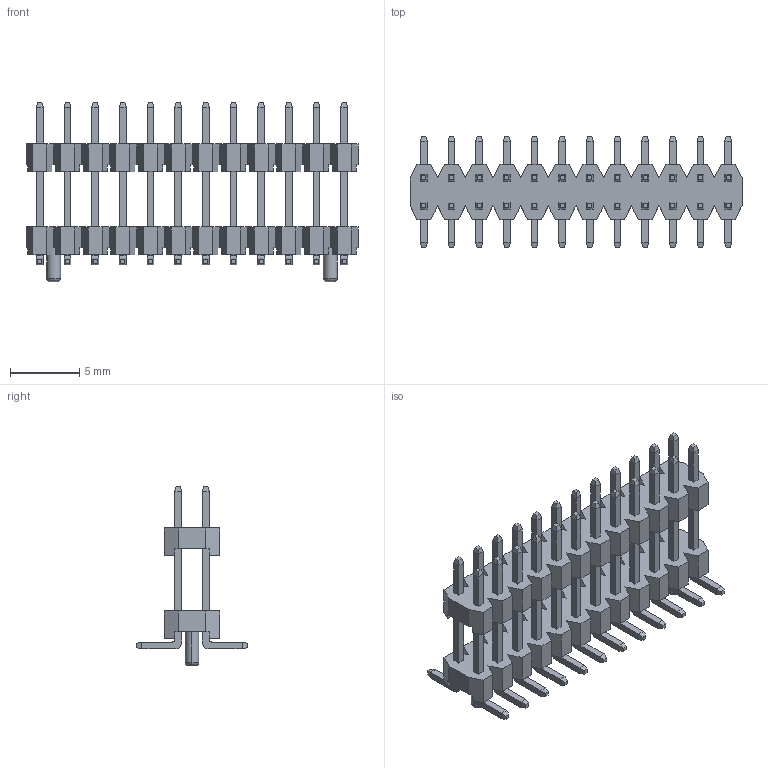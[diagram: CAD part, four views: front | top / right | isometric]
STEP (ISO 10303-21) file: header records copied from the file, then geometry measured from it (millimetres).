
FILE_DESCRIPTION (( 'STEP AP214' ), '1' );
FILE_NAME ('FPH20072-D24S1014071511M-REF.STEP', '2025-10-11T10:02:18', ( '' ), ( '' ), 'SwSTEP 2.0', 'SolidWorks 2021', '' );
FILE_SCHEMA (( 'AUTOMOTIVE_DESIGN' ));
Length unit declared in the file: millimetre
Products named in the file (1): FPH20072-D24S1014071511M-REF
Bounding box: 24 x 8 x 12.95 mm (x, y, z)
Volume: 347.4 mm3; surface area: 1198.4 mm2
Topology: 1 solids, 1 shells, 930 faces, 2480 edges, 1556 vertices
Faces by surface type: plane 874, cylinder 52, torus 4
Entity records: 28166 total; most frequent: CARTESIAN_POINT 4967, ORIENTED_EDGE 4960, DIRECTION 4454, EDGE_CURVE 2480, VECTOR 2368, LINE 2368, VERTEX_POINT 1556, AXIS2_PLACEMENT_3D 1043
